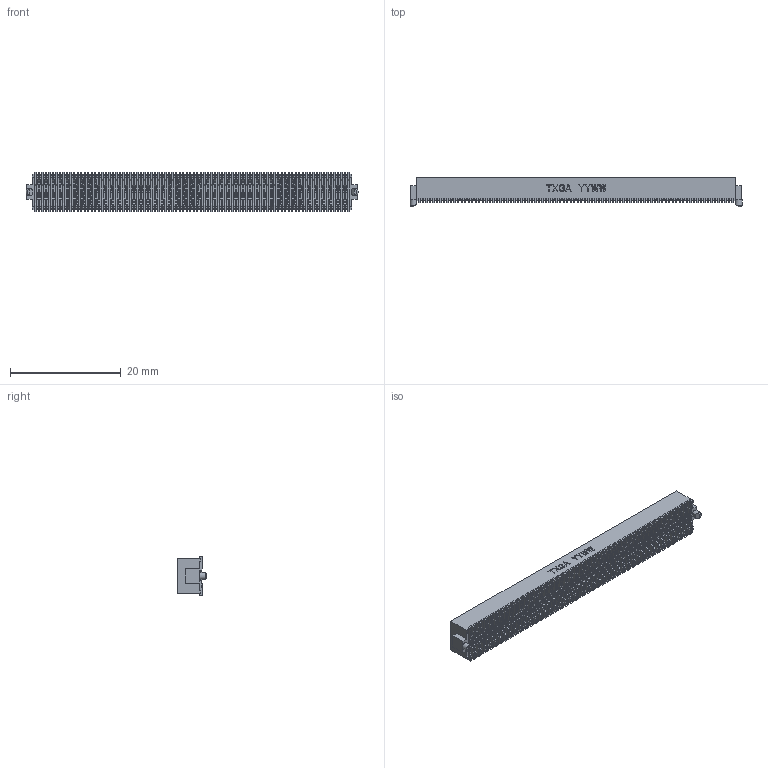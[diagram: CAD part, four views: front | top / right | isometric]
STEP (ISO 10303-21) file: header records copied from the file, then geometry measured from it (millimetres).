
FILE_DESCRIPTION((''),'2;1');
FILE_NAME('FBB12709-F20-H46_ASM','2026-03-17T10:31:06',('gongchengVV'),(''),'CREO PARAMETRIC BY PTC INC, 2020033','CREO PARAMETRIC BY PTC INC, 2020033','');
FILE_SCHEMA(('CONFIG_CONTROL_DESIGN'));
Products named in the file (1): FBB12709-F20-H46_ASM
Bounding box: 59.94 x 5.33 x 7.15 mm (x, y, z)
Volume: 1327.6 mm3; surface area: 5701.8 mm2
Topology: 181 solids, 181 shells, 7538 faces, 21317 edges, 13970 vertices
Faces by surface type: plane 7354, cylinder 182, cone 2
Entity records: 238629 total; most frequent: CARTESIAN_POINT 42853, ORIENTED_EDGE 42634, DIRECTION 36755, EDGE_CURVE 21317, VECTOR 20939, LINE 20939, VERTEX_POINT 13970, AXIS2_PLACEMENT_3D 7908
